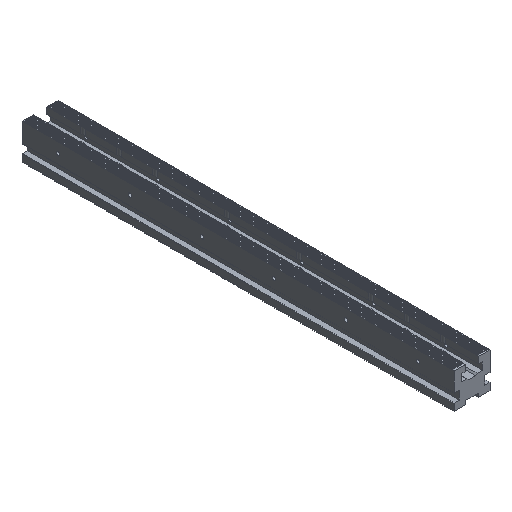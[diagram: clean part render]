
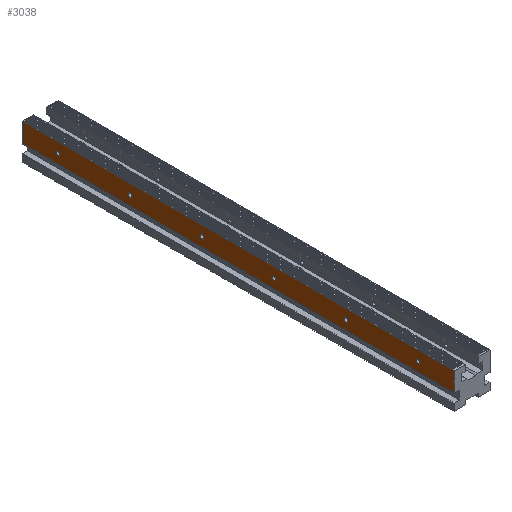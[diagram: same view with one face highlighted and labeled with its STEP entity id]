
A CAD part, isometric view. The second image highlights one B-rep face of the part: STEP entity #3038.
In plain terms, the highlighted planar face has unit normal (-1, 0, 0).
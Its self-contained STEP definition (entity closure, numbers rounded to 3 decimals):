
#3038 = ADVANCED_FACE( '', ( #8438, #8439, #8440, #8441, #8442, #8443, #8444 ), #8445, .F. );
#8438 = FACE_BOUND( '', #16269, .T. );
#8439 = FACE_BOUND( '', #16270, .T. );
#8440 = FACE_BOUND( '', #16271, .T. );
#8441 = FACE_BOUND( '', #16272, .T. );
#8442 = FACE_BOUND( '', #16273, .T. );
#8443 = FACE_BOUND( '', #16274, .T. );
#8444 = FACE_OUTER_BOUND( '', #16275, .T. );
#8445 = PLANE( '', #16276 );
#16269 = EDGE_LOOP( '', ( #25199 ) );
#16270 = EDGE_LOOP( '', ( #25200 ) );
#16271 = EDGE_LOOP( '', ( #25201 ) );
#16272 = EDGE_LOOP( '', ( #25202 ) );
#16273 = EDGE_LOOP( '', ( #25203 ) );
#16274 = EDGE_LOOP( '', ( #25204 ) );
#16275 = EDGE_LOOP( '', ( #25205, #25206, #25207, #25208, #25209, #25210 ) );
#16276 = AXIS2_PLACEMENT_3D( '', #25211, #25212, #25213 );
#25199 = ORIENTED_EDGE( '', *, *, #50145, .F. );
#25200 = ORIENTED_EDGE( '', *, *, #50146, .F. );
#25201 = ORIENTED_EDGE( '', *, *, #50147, .F. );
#25202 = ORIENTED_EDGE( '', *, *, #50148, .F. );
#25203 = ORIENTED_EDGE( '', *, *, #50149, .F. );
#25204 = ORIENTED_EDGE( '', *, *, #50150, .F. );
#25205 = ORIENTED_EDGE( '', *, *, #50151, .T. );
#25206 = ORIENTED_EDGE( '', *, *, #50152, .F. );
#25207 = ORIENTED_EDGE( '', *, *, #50065, .T. );
#25208 = ORIENTED_EDGE( '', *, *, #50153, .T. );
#25209 = ORIENTED_EDGE( '', *, *, #50154, .F. );
#25210 = ORIENTED_EDGE( '', *, *, #50155, .F. );
#25211 = CARTESIAN_POINT( '', ( -25., -300., 25. ) );
#25212 = DIRECTION( '', ( 1., 0., 0. ) );
#25213 = DIRECTION( '', ( 0., 0., -1. ) );
#50065 = EDGE_CURVE( '', #61093, #61094, #61095, .T. );
#50145 = EDGE_CURVE( '', #61237, #61237, #61238, .T. );
#50146 = EDGE_CURVE( '', #61239, #61239, #61240, .T. );
#50147 = EDGE_CURVE( '', #61241, #61241, #61242, .T. );
#50148 = EDGE_CURVE( '', #61243, #61243, #61244, .T. );
#50149 = EDGE_CURVE( '', #61245, #61245, #61246, .T. );
#50150 = EDGE_CURVE( '', #61247, #61247, #61248, .T. );
#50151 = EDGE_CURVE( '', #61249, #61250, #61251, .T. );
#50152 = EDGE_CURVE( '', #61093, #61250, #61252, .T. );
#50153 = EDGE_CURVE( '', #61094, #61253, #61254, .T. );
#50154 = EDGE_CURVE( '', #61255, #61253, #61256, .T. );
#50155 = EDGE_CURVE( '', #61249, #61255, #61257, .T. );
#61093 = VERTEX_POINT( '', #77247 );
#61094 = VERTEX_POINT( '', #77248 );
#61095 = LINE( '', #77249, #77250 );
#61237 = VERTEX_POINT( '', #77457 );
#61238 = CIRCLE( '', #77458, 2.5 );
#61239 = VERTEX_POINT( '', #77459 );
#61240 = CIRCLE( '', #77460, 2.5 );
#61241 = VERTEX_POINT( '', #77461 );
#61242 = CIRCLE( '', #77462, 2.5 );
#61243 = VERTEX_POINT( '', #77463 );
#61244 = CIRCLE( '', #77464, 2.5 );
#61245 = VERTEX_POINT( '', #77465 );
#61246 = CIRCLE( '', #77466, 2.5 );
#61247 = VERTEX_POINT( '', #77467 );
#61248 = CIRCLE( '', #77468, 2.5 );
#61249 = VERTEX_POINT( '', #77469 );
#61250 = VERTEX_POINT( '', #77470 );
#61251 = LINE( '', #77471, #77472 );
#61252 = LINE( '', #77473, #77474 );
#61253 = VERTEX_POINT( '', #77475 );
#61254 = LINE( '', #77476, #77477 );
#61255 = VERTEX_POINT( '', #77478 );
#61256 = LINE( '', #77479, #77480 );
#61257 = LINE( '', #77481, #77482 );
#77247 = CARTESIAN_POINT( '', ( -25., 300., 23.75 ) );
#77248 = CARTESIAN_POINT( '', ( -25., 300., -3. ) );
#77249 = CARTESIAN_POINT( '', ( -25., 300., 25. ) );
#77250 = VECTOR( '', #98418, 1000. );
#77457 = CARTESIAN_POINT( '', ( -25., 52.5, 10. ) );
#77458 = AXIS2_PLACEMENT_3D( '', #98490, #98491, #98492 );
#77459 = CARTESIAN_POINT( '', ( -25., -47.5, 10. ) );
#77460 = AXIS2_PLACEMENT_3D( '', #98493, #98494, #98495 );
#77461 = CARTESIAN_POINT( '', ( -25., 152.5, 10. ) );
#77462 = AXIS2_PLACEMENT_3D( '', #98496, #98497, #98498 );
#77463 = CARTESIAN_POINT( '', ( -25., -147.5, 10. ) );
#77464 = AXIS2_PLACEMENT_3D( '', #98499, #98500, #98501 );
#77465 = CARTESIAN_POINT( '', ( -25., 252.5, 10. ) );
#77466 = AXIS2_PLACEMENT_3D( '', #98502, #98503, #98504 );
#77467 = CARTESIAN_POINT( '', ( -25., -247.5, 10. ) );
#77468 = AXIS2_PLACEMENT_3D( '', #98505, #98506, #98507 );
#77469 = CARTESIAN_POINT( '', ( -25., -299.75, 24. ) );
#77470 = CARTESIAN_POINT( '', ( -25., 299.75, 24. ) );
#77471 = CARTESIAN_POINT( '', ( -25., -300., 24. ) );
#77472 = VECTOR( '', #98508, 1000. );
#77473 = CARTESIAN_POINT( '', ( -25., 300., 23.75 ) );
#77474 = VECTOR( '', #98509, 1000. );
#77475 = CARTESIAN_POINT( '', ( -25., -300., -3. ) );
#77476 = CARTESIAN_POINT( '', ( -25., 300., -3. ) );
#77477 = VECTOR( '', #98510, 1000. );
#77478 = CARTESIAN_POINT( '', ( -25., -300., 23.75 ) );
#77479 = CARTESIAN_POINT( '', ( -25., -300., 25. ) );
#77480 = VECTOR( '', #98511, 1000. );
#77481 = CARTESIAN_POINT( '', ( -25., -298.75, 25. ) );
#77482 = VECTOR( '', #98512, 1000. );
#98418 = DIRECTION( '', ( 0., 0., -1. ) );
#98490 = CARTESIAN_POINT( '', ( -25., 50., 10. ) );
#98491 = DIRECTION( '', ( -1., 0., 0. ) );
#98492 = DIRECTION( '', ( 0., 1., 0. ) );
#98493 = CARTESIAN_POINT( '', ( -25., -50., 10. ) );
#98494 = DIRECTION( '', ( -1., 0., 0. ) );
#98495 = DIRECTION( '', ( 0., 1., 0. ) );
#98496 = CARTESIAN_POINT( '', ( -25., 150., 10. ) );
#98497 = DIRECTION( '', ( -1., 0., 0. ) );
#98498 = DIRECTION( '', ( 0., 1., 0. ) );
#98499 = CARTESIAN_POINT( '', ( -25., -150., 10. ) );
#98500 = DIRECTION( '', ( -1., 0., 0. ) );
#98501 = DIRECTION( '', ( 0., 1., 0. ) );
#98502 = CARTESIAN_POINT( '', ( -25., 250., 10. ) );
#98503 = DIRECTION( '', ( -1., 0., 0. ) );
#98504 = DIRECTION( '', ( 0., 1., 0. ) );
#98505 = CARTESIAN_POINT( '', ( -25., -250., 10. ) );
#98506 = DIRECTION( '', ( -1., 0., 0. ) );
#98507 = DIRECTION( '', ( 0., 1., 0. ) );
#98508 = DIRECTION( '', ( 0., 1., 0. ) );
#98509 = DIRECTION( '', ( 0., -0.707, 0.707 ) );
#98510 = DIRECTION( '', ( 0., -1., 0. ) );
#98511 = DIRECTION( '', ( 0., 0., -1. ) );
#98512 = DIRECTION( '', ( 0., -0.707, -0.707 ) );
